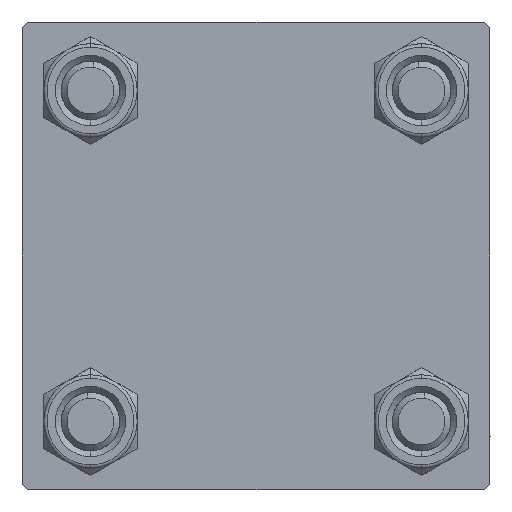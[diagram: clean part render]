
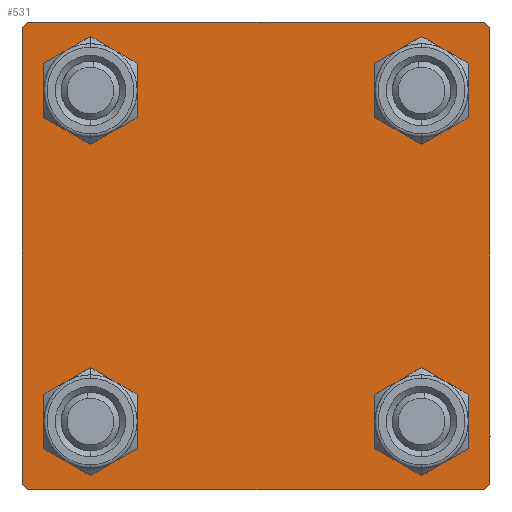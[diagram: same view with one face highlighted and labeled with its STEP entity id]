
A CAD part, left-side view. The second image highlights one B-rep face of the part: STEP entity #531.
In plain terms, the highlighted planar face has unit normal (-1, 0, 0).
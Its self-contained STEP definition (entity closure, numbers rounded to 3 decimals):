
#198 = CARTESIAN_POINT ( 'NONE',  ( 0., -14.15, 17.15 ) ) ;
#319 = DIRECTION ( 'NONE',  ( 0., 0., 1. ) ) ;
#531 = ADVANCED_FACE ( 'NONE', ( #46214, #45710, #14783, #34042, #41413 ), #30738, .T. ) ;
#592 = EDGE_CURVE ( 'NONE', #18932, #19880, #5100, .T. ) ;
#1161 = CIRCLE ( 'NONE', #33557, 3. ) ;
#1250 = AXIS2_PLACEMENT_3D ( 'NONE', #29836, #15150, #42013 ) ;
#1320 = ORIENTED_EDGE ( 'NONE', *, *, #33941, .T. ) ;
#1540 = CARTESIAN_POINT ( 'NONE',  ( 0., -20., 19.5 ) ) ;
#1679 = AXIS2_PLACEMENT_3D ( 'NONE', #16107, #31545, #47023 ) ;
#1797 = CARTESIAN_POINT ( 'NONE',  ( 0., -14.15, -14.15 ) ) ;
#2356 = DIRECTION ( 'NONE',  ( 0., 0., 1. ) ) ;
#2453 = CIRCLE ( 'NONE', #11356, 3. ) ;
#2816 = CARTESIAN_POINT ( 'NONE',  ( 0., 14.15, 11.15 ) ) ;
#2992 = CARTESIAN_POINT ( 'NONE',  ( 0., 20., -19.5 ) ) ;
#3219 = LINE ( 'NONE', #7799, #26669 ) ;
#3599 = CARTESIAN_POINT ( 'NONE',  ( 0., -14.15, -14.15 ) ) ;
#3853 = CARTESIAN_POINT ( 'NONE',  ( 0., -20., -19.5 ) ) ;
#4270 = VERTEX_POINT ( 'NONE', #20948 ) ;
#4274 = CIRCLE ( 'NONE', #26121, 3. ) ;
#4584 = VERTEX_POINT ( 'NONE', #2816 ) ;
#4932 = CARTESIAN_POINT ( 'NONE',  ( 0., -19.75, 19.75 ) ) ;
#5100 = CIRCLE ( 'NONE', #30215, 3. ) ;
#5200 = EDGE_CURVE ( 'NONE', #5992, #4270, #38431, .T. ) ;
#5696 = ORIENTED_EDGE ( 'NONE', *, *, #5200, .T. ) ;
#5992 = VERTEX_POINT ( 'NONE', #27483 ) ;
#6020 = CARTESIAN_POINT ( 'NONE',  ( 0., 14.15, 17.15 ) ) ;
#6609 = DIRECTION ( 'NONE',  ( 0., 0., 1. ) ) ;
#6783 = DIRECTION ( 'NONE',  ( 0., -0.707, -0.707 ) ) ;
#6960 = EDGE_LOOP ( 'NONE', ( #1320, #49873, #21989, #39010, #22278, #34132, #21926, #5696 ) ) ;
#7799 = CARTESIAN_POINT ( 'NONE',  ( 0., -20., 20. ) ) ;
#8458 = VECTOR ( 'NONE', #15807, 1000. ) ;
#8498 = EDGE_LOOP ( 'NONE', ( #26825, #40248 ) ) ;
#8970 = DIRECTION ( 'NONE',  ( 1., 0., 0. ) ) ;
#10219 = DIRECTION ( 'NONE',  ( 0., 0., 1. ) ) ;
#10333 = DIRECTION ( 'NONE',  ( 0., -0.707, 0.707 ) ) ;
#10418 = EDGE_CURVE ( 'NONE', #44547, #17316, #3219, .T. ) ;
#10987 = CARTESIAN_POINT ( 'NONE',  ( 0., 20., -20. ) ) ;
#11267 = ORIENTED_EDGE ( 'NONE', *, *, #46691, .T. ) ;
#11336 = DIRECTION ( 'NONE',  ( 0., 0., -1. ) ) ;
#11356 = AXIS2_PLACEMENT_3D ( 'NONE', #1797, #25626, #6609 ) ;
#11920 = DIRECTION ( 'NONE',  ( 0., 0., -1. ) ) ;
#11980 = DIRECTION ( 'NONE',  ( 1., 0., 0. ) ) ;
#12833 = VERTEX_POINT ( 'NONE', #39551 ) ;
#13238 = VERTEX_POINT ( 'NONE', #6020 ) ;
#13248 = VECTOR ( 'NONE', #10333, 1000. ) ;
#14227 = CIRCLE ( 'NONE', #20696, 3. ) ;
#14266 = EDGE_CURVE ( 'NONE', #48467, #18925, #30346, .T. ) ;
#14760 = DIRECTION ( 'NONE',  ( 1., 0., 0. ) ) ;
#14780 = EDGE_CURVE ( 'NONE', #4584, #13238, #26017, .T. ) ;
#14783 = FACE_BOUND ( 'NONE', #8498, .T. ) ;
#15150 = DIRECTION ( 'NONE',  ( 1., 0., 0. ) ) ;
#15355 = DIRECTION ( 'NONE',  ( 0., 0.707, -0.707 ) ) ;
#15538 = CARTESIAN_POINT ( 'NONE',  ( 0., 0., 0. ) ) ;
#15807 = DIRECTION ( 'NONE',  ( 0., -1., 0. ) ) ;
#15882 = ORIENTED_EDGE ( 'NONE', *, *, #18507, .T. ) ;
#16107 = CARTESIAN_POINT ( 'NONE',  ( 0., 14.15, -14.15 ) ) ;
#17316 = VERTEX_POINT ( 'NONE', #3853 ) ;
#17329 = DIRECTION ( 'NONE',  ( 0., 0., 1. ) ) ;
#17614 = DIRECTION ( 'NONE',  ( 0., 0.707, 0.707 ) ) ;
#18507 = EDGE_CURVE ( 'NONE', #34259, #12833, #4274, .T. ) ;
#18925 = VERTEX_POINT ( 'NONE', #21434 ) ;
#18932 = VERTEX_POINT ( 'NONE', #29014 ) ;
#19286 = CARTESIAN_POINT ( 'NONE',  ( 0., -14.15, -11.15 ) ) ;
#19507 = CIRCLE ( 'NONE', #1679, 3. ) ;
#19880 = VERTEX_POINT ( 'NONE', #35946 ) ;
#20030 = LINE ( 'NONE', #39296, #38902 ) ;
#20696 = AXIS2_PLACEMENT_3D ( 'NONE', #3599, #42142, #42398 ) ;
#20948 = CARTESIAN_POINT ( 'NONE',  ( 0., 20., 19.5 ) ) ;
#21000 = EDGE_CURVE ( 'NONE', #40616, #17316, #37954, .T. ) ;
#21385 = DIRECTION ( 'NONE',  ( 1., 0., 0. ) ) ;
#21434 = CARTESIAN_POINT ( 'NONE',  ( 0., 19.5, -20. ) ) ;
#21643 = CARTESIAN_POINT ( 'NONE',  ( 0., -14.15, 14.15 ) ) ;
#21867 = EDGE_CURVE ( 'NONE', #13238, #4584, #1161, .T. ) ;
#21926 = ORIENTED_EDGE ( 'NONE', *, *, #25464, .F. ) ;
#21989 = ORIENTED_EDGE ( 'NONE', *, *, #43509, .T. ) ;
#22278 = ORIENTED_EDGE ( 'NONE', *, *, #10418, .F. ) ;
#22983 = VECTOR ( 'NONE', #26406, 1000. ) ;
#23826 = VERTEX_POINT ( 'NONE', #19286 ) ;
#23979 = VERTEX_POINT ( 'NONE', #47634 ) ;
#24218 = VECTOR ( 'NONE', #15355, 1000. ) ;
#25464 = EDGE_CURVE ( 'NONE', #5992, #48796, #28713, .T. ) ;
#25626 = DIRECTION ( 'NONE',  ( 1., 0., 0. ) ) ;
#25990 = CARTESIAN_POINT ( 'NONE',  ( 0., -19.5, 20. ) ) ;
#26017 = CIRCLE ( 'NONE', #38198, 3. ) ;
#26121 = AXIS2_PLACEMENT_3D ( 'NONE', #21643, #8970, #2356 ) ;
#26249 = VECTOR ( 'NONE', #17614, 1000. ) ;
#26406 = DIRECTION ( 'NONE',  ( 0., -1., 0. ) ) ;
#26459 = EDGE_LOOP ( 'NONE', ( #37988, #29512 ) ) ;
#26563 = ORIENTED_EDGE ( 'NONE', *, *, #21867, .T. ) ;
#26669 = VECTOR ( 'NONE', #11336, 1000. ) ;
#26825 = ORIENTED_EDGE ( 'NONE', *, *, #35483, .T. ) ;
#27389 = EDGE_LOOP ( 'NONE', ( #26563, #30646 ) ) ;
#27483 = CARTESIAN_POINT ( 'NONE',  ( 0., 19.5, 20. ) ) ;
#27983 = CARTESIAN_POINT ( 'NONE',  ( 0., 14.15, 14.15 ) ) ;
#28713 = LINE ( 'NONE', #44193, #22983 ) ;
#29014 = CARTESIAN_POINT ( 'NONE',  ( 0., 14.15, -17.15 ) ) ;
#29512 = ORIENTED_EDGE ( 'NONE', *, *, #33774, .T. ) ;
#29836 = CARTESIAN_POINT ( 'NONE',  ( 0., -14.15, 14.15 ) ) ;
#29962 = CARTESIAN_POINT ( 'NONE',  ( 0., 14.15, 14.15 ) ) ;
#29986 = DIRECTION ( 'NONE',  ( -1., 0., 0. ) ) ;
#30215 = AXIS2_PLACEMENT_3D ( 'NONE', #38859, #11980, #319 ) ;
#30346 = LINE ( 'NONE', #49352, #38163 ) ;
#30490 = DIRECTION ( 'NONE',  ( 0., 0., 1. ) ) ;
#30646 = ORIENTED_EDGE ( 'NONE', *, *, #14780, .T. ) ;
#30738 = PLANE ( 'NONE',  #31803 ) ;
#31073 = CARTESIAN_POINT ( 'NONE',  ( 0., -19.5, -20. ) ) ;
#31545 = DIRECTION ( 'NONE',  ( 1., 0., 0. ) ) ;
#31803 = AXIS2_PLACEMENT_3D ( 'NONE', #15538, #29986, #30490 ) ;
#32001 = CIRCLE ( 'NONE', #1250, 3. ) ;
#33557 = AXIS2_PLACEMENT_3D ( 'NONE', #29962, #14760, #10219 ) ;
#33774 = EDGE_CURVE ( 'NONE', #23979, #23826, #2453, .T. ) ;
#33941 = EDGE_CURVE ( 'NONE', #4270, #48467, #20030, .T. ) ;
#34042 = FACE_BOUND ( 'NONE', #27389, .T. ) ;
#34132 = ORIENTED_EDGE ( 'NONE', *, *, #44213, .T. ) ;
#34259 = VERTEX_POINT ( 'NONE', #198 ) ;
#35483 = EDGE_CURVE ( 'NONE', #19880, #18932, #19507, .T. ) ;
#35946 = CARTESIAN_POINT ( 'NONE',  ( 0., 14.15, -11.15 ) ) ;
#37954 = LINE ( 'NONE', #41768, #13248 ) ;
#37988 = ORIENTED_EDGE ( 'NONE', *, *, #46993, .T. ) ;
#38163 = VECTOR ( 'NONE', #6783, 1000. ) ;
#38198 = AXIS2_PLACEMENT_3D ( 'NONE', #27983, #21385, #17329 ) ;
#38431 = LINE ( 'NONE', #38923, #24218 ) ;
#38859 = CARTESIAN_POINT ( 'NONE',  ( 0., 14.15, -14.15 ) ) ;
#38902 = VECTOR ( 'NONE', #11920, 1000. ) ;
#38923 = CARTESIAN_POINT ( 'NONE',  ( 0., 19.75, 19.75 ) ) ;
#39010 = ORIENTED_EDGE ( 'NONE', *, *, #21000, .T. ) ;
#39131 = EDGE_LOOP ( 'NONE', ( #15882, #11267 ) ) ;
#39296 = CARTESIAN_POINT ( 'NONE',  ( 0., 20., 20. ) ) ;
#39551 = CARTESIAN_POINT ( 'NONE',  ( 0., -14.15, 11.15 ) ) ;
#40248 = ORIENTED_EDGE ( 'NONE', *, *, #592, .T. ) ;
#40616 = VERTEX_POINT ( 'NONE', #31073 ) ;
#41413 = FACE_OUTER_BOUND ( 'NONE', #6960, .T. ) ;
#41768 = CARTESIAN_POINT ( 'NONE',  ( 0., -19.75, -19.75 ) ) ;
#42013 = DIRECTION ( 'NONE',  ( 0., 0., 1. ) ) ;
#42142 = DIRECTION ( 'NONE',  ( 1., 0., 0. ) ) ;
#42398 = DIRECTION ( 'NONE',  ( 0., 0., 1. ) ) ;
#43490 = LINE ( 'NONE', #4932, #26249 ) ;
#43509 = EDGE_CURVE ( 'NONE', #18925, #40616, #49515, .T. ) ;
#44193 = CARTESIAN_POINT ( 'NONE',  ( 0., 20., 20. ) ) ;
#44213 = EDGE_CURVE ( 'NONE', #44547, #48796, #43490, .T. ) ;
#44547 = VERTEX_POINT ( 'NONE', #1540 ) ;
#45710 = FACE_BOUND ( 'NONE', #26459, .T. ) ;
#46214 = FACE_BOUND ( 'NONE', #39131, .T. ) ;
#46691 = EDGE_CURVE ( 'NONE', #12833, #34259, #32001, .T. ) ;
#46993 = EDGE_CURVE ( 'NONE', #23826, #23979, #14227, .T. ) ;
#47023 = DIRECTION ( 'NONE',  ( 0., 0., 1. ) ) ;
#47634 = CARTESIAN_POINT ( 'NONE',  ( 0., -14.15, -17.15 ) ) ;
#48467 = VERTEX_POINT ( 'NONE', #2992 ) ;
#48796 = VERTEX_POINT ( 'NONE', #25990 ) ;
#49352 = CARTESIAN_POINT ( 'NONE',  ( 0., 19.75, -19.75 ) ) ;
#49515 = LINE ( 'NONE', #10987, #8458 ) ;
#49873 = ORIENTED_EDGE ( 'NONE', *, *, #14266, .T. ) ;
